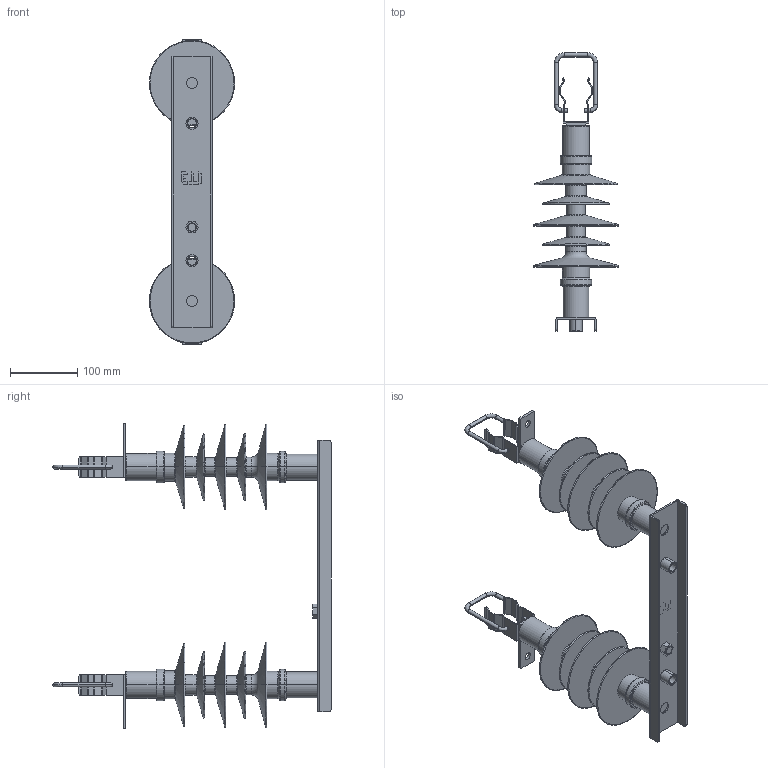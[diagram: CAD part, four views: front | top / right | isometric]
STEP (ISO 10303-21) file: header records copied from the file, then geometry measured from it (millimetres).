
FILE_DESCRIPTION((''),'2;1');
FILE_NAME('VV_FUSE_BASE_12KV_Z_ASM','2022-03-31T09:09:32',('klemen.sitar'),('Audax d.o.o.'),'CREO PARAMETRIC BY PTC INC, 2021304','CREO PARAMETRIC BY PTC INC, 2021304','');
FILE_SCHEMA(('AP242_MANAGED_MODEL_BASED_3D_ENGINEERING_MIM_LF { 1 0 10303 442 1 1 4 }'));
Length unit declared in the file: millimetre
Products named in the file (11): PRT0001; ETI_LOGO; GROUND-SCREW; VV_BASE_PLATE_12KV_ASM; PRT9571_1_1_2_1; ISOLATOR_24_KV_OUT_ASM_1_ASM; PRT9568_1_1_1_1_1_1; PRT9569_1_1_1_1_1; PRT9572_1_1_1_1_1; IN_OUT_CLIP_ASM_1_ASM_1_ASM; VV_FUSE_BASE_12KV_Z_ASM
Assembly tree (12 placements, depth 3):
  VV_FUSE_BASE_12KV_Z_ASM
    VV_BASE_PLATE_12KV_ASM
      PRT0001
      ETI_LOGO
      GROUND-SCREW
    ISOLATOR_24_KV_OUT_ASM_1_ASM  x2
      PRT9571_1_1_2_1
    IN_OUT_CLIP_ASM_1_ASM_1_ASM  x2
      PRT9568_1_1_1_1_1_1
      PRT9569_1_1_1_1_1
      PRT9572_1_1_1_1_1
Bounding box: 127.28 x 415 x 456.01 mm (x, y, z)
Volume: 1400320 mm3; surface area: 387105 mm2
Topology: 13 solids, 13 shells, 525 faces, 1458 edges, 992 vertices
Faces by surface type: cylinder 202, plane 193, torus 104, cone 26
Entity records: 16801 total; most frequent: DIRECTION 2193, CARTESIAN_POINT 1995, ORIENTED_EDGE 1880, PRESENTATION_STYLE_ASSIGNMENT 973, STYLED_ITEM 973, EDGE_CURVE 940, AXIS2_PLACEMENT_3D 859, CURVE_STYLE 709
